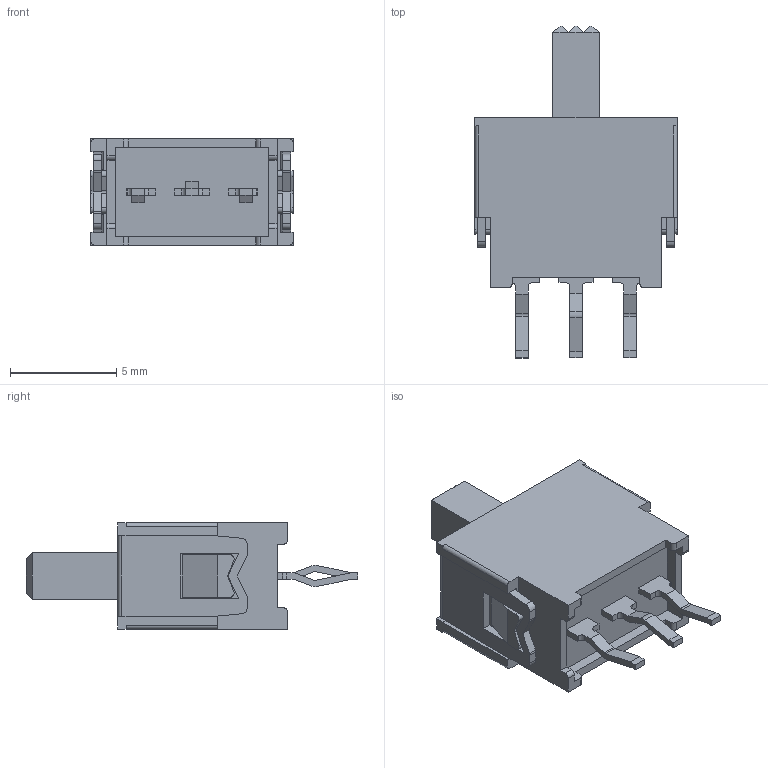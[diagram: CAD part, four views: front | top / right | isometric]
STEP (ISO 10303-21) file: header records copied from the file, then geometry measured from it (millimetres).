
FILE_DESCRIPTION(/* description */ ('STEP AP203'),/* implementation_level */ '2;1');
FILE_NAME(/* name */ 'AS1E-2M-10-Z',/* time_stamp */ '2024-05-26T03:01:32+02:00',/* author */ ('License CC BY-ND 4.0'),/* organization */ ('CADENAS'),/* preprocessor_version */ 'ST-DEVELOPER v19.3',/* originating_system */ 'PARTsolutions',/* authorisation */ ' ');
FILE_SCHEMA (('CONFIG_CONTROL_DESIGN'));
Length unit declared in the file: millimetre
Products named in the file (6): AS1E-2M-10-Z; as_2006A2b; as_3001A; as_3001A-2; as_3001A-3; 1007A
Assembly tree (5 placements, depth 2):
  AS1E-2M-10-Z
    as_2006A2b
    as_3001A
    as_3001A-2
    as_3001A-3
    1007A
Bounding box: 9.5 x 15.6 x 5 mm (x, y, z)
Volume: 334.2 mm3; surface area: 510.1 mm2
Topology: 5 solids, 5 shells, 209 faces, 575 edges, 378 vertices
Faces by surface type: plane 167, cylinder 42
Entity records: 7646 total; most frequent: CARTESIAN_POINT 1168, ORIENTED_EDGE 1150, DIRECTION 1089, EDGE_CURVE 575, LINE 491, VECTOR 491, VERTEX_POINT 378, AXIS2_PLACEMENT_3D 299
